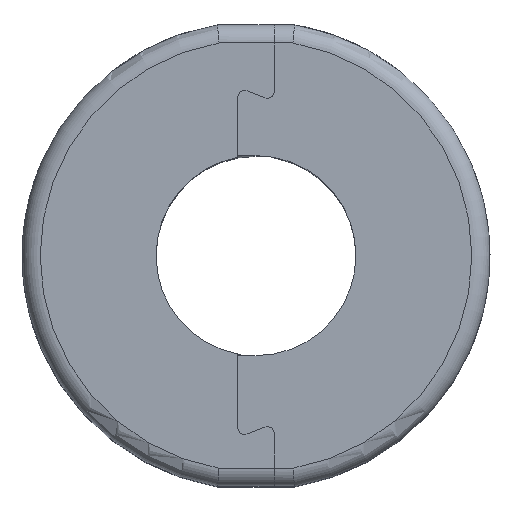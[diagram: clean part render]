
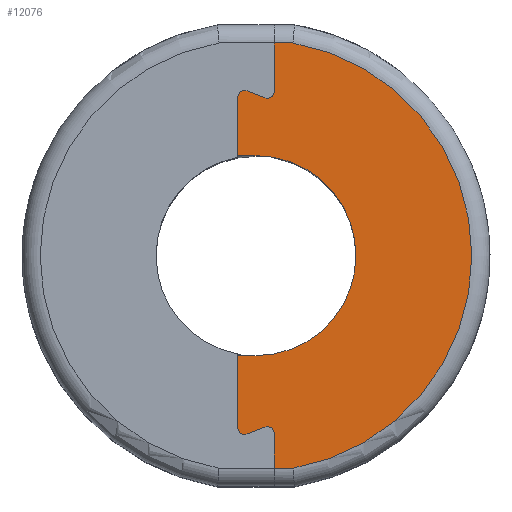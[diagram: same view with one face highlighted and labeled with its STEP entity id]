
A CAD part, top view. The second image highlights one B-rep face of the part: STEP entity #12076.
In plain terms, the highlighted face is planar.
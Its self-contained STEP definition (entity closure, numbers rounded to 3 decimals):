
#1=CARTESIAN_POINT('',(46.,34.834,2.5));
#2=DIRECTION('',(1.,0.,0.));
#3=DIRECTION('',(0.,0.936,-0.352));
#4=AXIS2_PLACEMENT_3D('',#1,#2,#3);
#6=DIRECTION('',(0.,-0.352,-0.936));
#7=VECTOR('',#6,4.214);
#8=CARTESIAN_POINT('',(46.,36.238,1.972));
#9=LINE('',#8,#7);
#10=DIRECTION('',(0.,-1.,0.));
#11=VECTOR('',#10,10.641);
#12=CARTESIAN_POINT('',(46.,46.8,-4.));
#13=LINE('',#12,#11);
#14=DIRECTION('',(0.,0.,-1.));
#15=VECTOR('',#14,4.125);
#16=CARTESIAN_POINT('',(46.,46.8,-4.));
#17=LINE('',#16,#15);
#18=DIRECTION('',(0.,0.,1.));
#19=VECTOR('',#18,4.125);
#20=CARTESIAN_POINT('',(46.,-46.8,-8.125));
#21=LINE('',#20,#19);
#22=DIRECTION('',(0.,1.,0.));
#23=VECTOR('',#22,7.641);
#24=CARTESIAN_POINT('',(46.,-46.8,-4.));
#25=LINE('',#24,#23);
#26=DIRECTION('',(0.,-0.352,0.936));
#27=VECTOR('',#26,4.214);
#28=CARTESIAN_POINT('',(46.,-37.755,-1.972));
#29=LINE('',#28,#27);
#30=CARTESIAN_POINT('',(46.,-37.834,2.5));
#31=DIRECTION('',(1.,0.,0.));
#32=DIRECTION('',(0.,0.,1.));
#33=AXIS2_PLACEMENT_3D('',#30,#31,#32);
#35=CARTESIAN_POINT('',(46.,0.,0.));
#36=DIRECTION('',(1.,0.,0.));
#37=DIRECTION('',(0.,-1.,0.));
#38=AXIS2_PLACEMENT_3D('',#35,#36,#37);
#40=DIRECTION('',(0.,0.,1.));
#41=VECTOR('',#40,4.);
#42=CARTESIAN_POINT('',(46.,22.,0.));
#43=LINE('',#42,#41);
#61=DIRECTION('',(0.,1.,0.));
#62=VECTOR('',#61,12.834);
#63=CARTESIAN_POINT('',(46.,22.,4.));
#64=LINE('',#63,#62);
#126=DIRECTION('',(0.,1.,0.));
#127=VECTOR('',#126,15.834);
#128=CARTESIAN_POINT('',(46.,-37.834,4.));
#129=LINE('',#128,#127);
#254=DIRECTION('',(0.,0.,1.));
#255=VECTOR('',#254,4.);
#256=CARTESIAN_POINT('',(46.,-22.,0.));
#257=LINE('',#256,#255);
#314=CARTESIAN_POINT('',(46.,-39.159,-2.5));
#315=DIRECTION('',(-1.,0.,0.));
#316=DIRECTION('',(0.,0.936,0.352));
#317=AXIS2_PLACEMENT_3D('',#314,#315,#316);
#399=CARTESIAN_POINT('',(46.,36.159,-2.5));
#400=DIRECTION('',(-1.,0.,0.));
#401=DIRECTION('',(0.,0.,-1.));
#402=AXIS2_PLACEMENT_3D('',#399,#400,#401);
#4345=CARTESIAN_POINT('',(46.,0.,0.));
#4346=DIRECTION('',(1.,0.,0.));
#4347=DIRECTION('',(0.,-0.985,-0.171));
#4348=AXIS2_PLACEMENT_3D('',#4345,#4346,#4347);
#9735=CARTESIAN_POINT('',(46.,-22.,0.));
#9736=CARTESIAN_POINT('',(46.,22.,0.));
#9737=VERTEX_POINT('',#9735);
#9738=VERTEX_POINT('',#9736);
#9743=CARTESIAN_POINT('',(46.,22.,4.));
#9744=VERTEX_POINT('',#9743);
#9745=CARTESIAN_POINT('',(46.,-22.,4.));
#9746=VERTEX_POINT('',#9745);
#9818=CARTESIAN_POINT('',(46.,46.8,-4.));
#9819=VERTEX_POINT('',#9818);
#9820=CARTESIAN_POINT('',(46.,-46.8,-4.));
#9821=VERTEX_POINT('',#9820);
#9824=CARTESIAN_POINT('',(46.,-46.8,-8.125));
#9825=VERTEX_POINT('',#9824);
#9830=CARTESIAN_POINT('',(46.,46.8,-8.125));
#9831=VERTEX_POINT('',#9830);
#9924=CARTESIAN_POINT('',(46.,-37.755,-1.972));
#9926=VERTEX_POINT('',#9924);
#9928=CARTESIAN_POINT('',(46.,-39.159,-4.));
#9930=VERTEX_POINT('',#9928);
#9932=CARTESIAN_POINT('',(46.,36.159,-4.));
#9934=VERTEX_POINT('',#9932);
#9936=CARTESIAN_POINT('',(46.,34.755,-1.972));
#9938=VERTEX_POINT('',#9936);
#9944=CARTESIAN_POINT('',(46.,36.238,1.972));
#9945=VERTEX_POINT('',#9944);
#9946=CARTESIAN_POINT('',(46.,34.834,4.));
#9947=VERTEX_POINT('',#9946);
#9957=CARTESIAN_POINT('',(46.,-37.834,4.));
#9959=VERTEX_POINT('',#9957);
#9960=CARTESIAN_POINT('',(46.,-39.238,1.972));
#9961=VERTEX_POINT('',#9960);
#12037=CARTESIAN_POINT('',(46.,0.,0.));
#12038=DIRECTION('',(1.,0.,0.));
#12039=DIRECTION('',(0.,-1.,0.));
#12040=AXIS2_PLACEMENT_3D('',#12037,#12038,#12039);
#12041=PLANE('',#12040);
#12043=ORIENTED_EDGE('',*,*,#12042,.F.);
#12045=ORIENTED_EDGE('',*,*,#12044,.T.);
#12047=ORIENTED_EDGE('',*,*,#12046,.F.);
#12049=ORIENTED_EDGE('',*,*,#12048,.F.);
#12051=ORIENTED_EDGE('',*,*,#12050,.T.);
#12053=ORIENTED_EDGE('',*,*,#12052,.F.);
#12055=ORIENTED_EDGE('',*,*,#12054,.T.);
#12057=ORIENTED_EDGE('',*,*,#12056,.T.);
#12059=ORIENTED_EDGE('',*,*,#12058,.F.);
#12061=ORIENTED_EDGE('',*,*,#12060,.T.);
#12063=ORIENTED_EDGE('',*,*,#12062,.F.);
#12065=ORIENTED_EDGE('',*,*,#12064,.T.);
#12067=ORIENTED_EDGE('',*,*,#12066,.F.);
#12069=ORIENTED_EDGE('',*,*,#12068,.T.);
#12071=ORIENTED_EDGE('',*,*,#12070,.T.);
#12073=ORIENTED_EDGE('',*,*,#12072,.T.);
#12074=EDGE_LOOP('',(#12043,#12045,#12047,#12049,#12051,#12053,#12055,#12057,
#12059,#12061,#12063,#12065,#12067,#12069,#12071,#12073));
#12075=FACE_OUTER_BOUND('',#12074,.F.);
#12076=ADVANCED_FACE('',(#12075),#12041,.T.);
#5=CIRCLE('',#4,1.5);
#34=CIRCLE('',#33,1.5);
#39=CIRCLE('',#38,22.);
#318=CIRCLE('',#317,1.5);
#403=CIRCLE('',#402,1.5);
#4349=CIRCLE('',#4348,47.5);
#12042=EDGE_CURVE('',#9945,#9947,#5,.T.);
#12044=EDGE_CURVE('',#9945,#9938,#9,.T.);
#12046=EDGE_CURVE('',#9934,#9938,#403,.T.);
#12048=EDGE_CURVE('',#9819,#9934,#13,.T.);
#12050=EDGE_CURVE('',#9819,#9831,#17,.T.);
#12052=EDGE_CURVE('',#9825,#9831,#4349,.T.);
#12054=EDGE_CURVE('',#9825,#9821,#21,.T.);
#12056=EDGE_CURVE('',#9821,#9930,#25,.T.);
#12058=EDGE_CURVE('',#9926,#9930,#318,.T.);
#12060=EDGE_CURVE('',#9926,#9961,#29,.T.);
#12062=EDGE_CURVE('',#9959,#9961,#34,.T.);
#12064=EDGE_CURVE('',#9959,#9746,#129,.T.);
#12066=EDGE_CURVE('',#9737,#9746,#257,.T.);
#12068=EDGE_CURVE('',#9737,#9738,#39,.T.);
#12070=EDGE_CURVE('',#9738,#9744,#43,.T.);
#12072=EDGE_CURVE('',#9744,#9947,#64,.T.);
